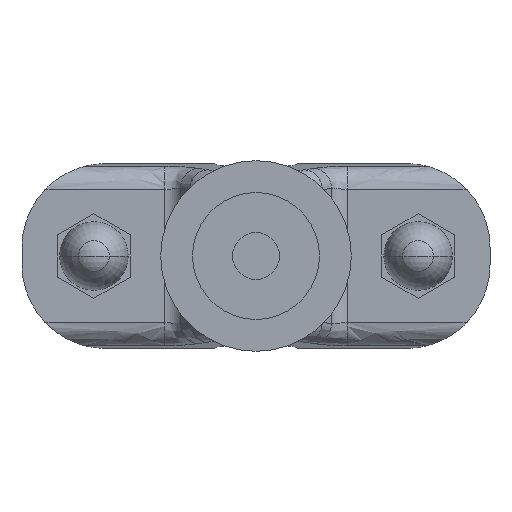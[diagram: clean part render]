
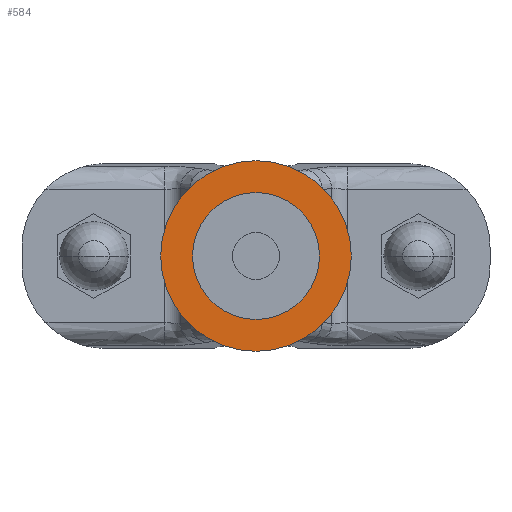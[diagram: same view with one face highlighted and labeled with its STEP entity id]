
A CAD part, front view. The second image highlights one B-rep face of the part: STEP entity #584.
In plain terms, the highlighted planar face has unit normal (0, -1, 0).
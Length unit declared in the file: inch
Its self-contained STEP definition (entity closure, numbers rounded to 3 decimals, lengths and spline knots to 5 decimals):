
#14 = VERTEX_POINT ( 'NONE', #2044 ) ;
#114 = CIRCLE ( 'NONE', #2403, 0.57 ) ;
#360 = CARTESIAN_POINT ( 'NONE',  ( -0.38, -1.695, 0. ) ) ;
#492 = EDGE_LOOP ( 'NONE', ( #1936, #2625 ) ) ;
#534 = CARTESIAN_POINT ( 'NONE',  ( -0.57, -1.695, 0. ) ) ;
#584 = ADVANCED_FACE ( 'NONE', ( #1891, #2348 ), #2124, .T. ) ;
#596 = EDGE_CURVE ( 'NONE', #14, #798, #114, .T. ) ;
#606 = VERTEX_POINT ( 'NONE', #3799 ) ;
#638 = CARTESIAN_POINT ( 'NONE',  ( 0., -1.695, 0. ) ) ;
#765 = AXIS2_PLACEMENT_3D ( 'NONE', #638, #3530, #2553 ) ;
#798 = VERTEX_POINT ( 'NONE', #534 ) ;
#840 = DIRECTION ( 'NONE',  ( 0., -1., 0. ) ) ;
#1091 = DIRECTION ( 'NONE',  ( 0., 1., 0. ) ) ;
#1118 = CARTESIAN_POINT ( 'NONE',  ( -0.38, -1.695, 0. ) ) ;
#1189 = DIRECTION ( 'NONE',  ( -1., 0., 0. ) ) ;
#1380 = CIRCLE ( 'NONE', #2798, 0.38 ) ;
#1467 = AXIS2_PLACEMENT_3D ( 'NONE', #1118, #840, #3110 ) ;
#1675 = ORIENTED_EDGE ( 'NONE', *, *, #3969, .F. ) ;
#1697 = DIRECTION ( 'NONE',  ( 0., 1., 0. ) ) ;
#1849 = CIRCLE ( 'NONE', #765, 0.38 ) ;
#1891 = FACE_BOUND ( 'NONE', #492, .T. ) ;
#1936 = ORIENTED_EDGE ( 'NONE', *, *, #2782, .T. ) ;
#1972 = VERTEX_POINT ( 'NONE', #360 ) ;
#1974 = EDGE_LOOP ( 'NONE', ( #1675, #2231 ) ) ;
#2044 = CARTESIAN_POINT ( 'NONE',  ( 0.57, -1.695, 0. ) ) ;
#2124 = PLANE ( 'NONE',  #1467 ) ;
#2231 = ORIENTED_EDGE ( 'NONE', *, *, #596, .F. ) ;
#2348 = FACE_OUTER_BOUND ( 'NONE', #1974, .T. ) ;
#2351 = DIRECTION ( 'NONE',  ( -1., 0., 0. ) ) ;
#2403 = AXIS2_PLACEMENT_3D ( 'NONE', #2845, #4135, #1189 ) ;
#2553 = DIRECTION ( 'NONE',  ( -1., 0., 0. ) ) ;
#2592 = CARTESIAN_POINT ( 'NONE',  ( 0., -1.695, 0. ) ) ;
#2625 = ORIENTED_EDGE ( 'NONE', *, *, #3211, .T. ) ;
#2782 = EDGE_CURVE ( 'NONE', #1972, #606, #1849, .T. ) ;
#2798 = AXIS2_PLACEMENT_3D ( 'NONE', #3041, #1091, #2961 ) ;
#2845 = CARTESIAN_POINT ( 'NONE',  ( 0., -1.695, 0. ) ) ;
#2863 = AXIS2_PLACEMENT_3D ( 'NONE', #2592, #1697, #2351 ) ;
#2905 = CIRCLE ( 'NONE', #2863, 0.57 ) ;
#2961 = DIRECTION ( 'NONE',  ( -1., 0., 0. ) ) ;
#3041 = CARTESIAN_POINT ( 'NONE',  ( 0., -1.695, 0. ) ) ;
#3110 = DIRECTION ( 'NONE',  ( 1., 0., 0. ) ) ;
#3211 = EDGE_CURVE ( 'NONE', #606, #1972, #1380, .T. ) ;
#3530 = DIRECTION ( 'NONE',  ( 0., 1., 0. ) ) ;
#3799 = CARTESIAN_POINT ( 'NONE',  ( 0.38, -1.695, 0. ) ) ;
#3969 = EDGE_CURVE ( 'NONE', #798, #14, #2905, .T. ) ;
#4135 = DIRECTION ( 'NONE',  ( 0., 1., 0. ) ) ;
